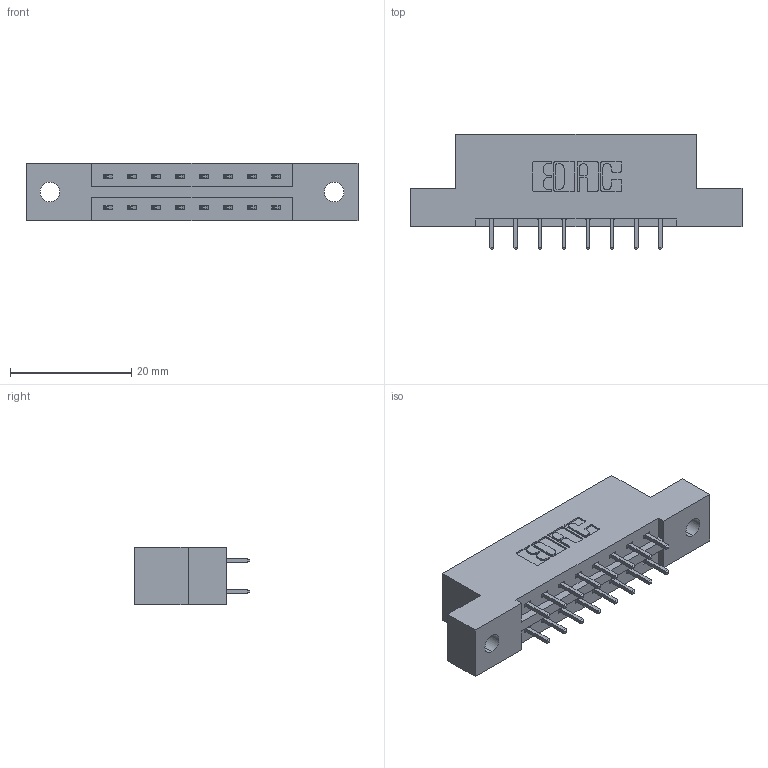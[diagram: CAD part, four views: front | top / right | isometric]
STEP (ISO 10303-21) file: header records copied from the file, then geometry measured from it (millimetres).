
FILE_DESCRIPTION (( 'STEP AP203' ), '1' );
FILE_NAME ('387-016-521-202.STEP', '2019-10-15T22:35:45', ( '' ), ( '' ), 'SwSTEP 2.0', 'SolidWorks 2016', '' );
FILE_SCHEMA (( 'CONFIG_CONTROL_DESIGN' ));
Length unit declared in the file: inch
Products named in the file (3): 345-292-001_345-293-121; 337 Part_Flush Mounting Lugs - 0.128 Dia; 387-016-521-202
Assembly tree (17 placements, depth 2):
  387-016-521-202
    337 Part_Flush Mounting Lugs - 0.128 Dia
    345-292-001_345-293-121  x16
Bounding box: 54.71 x 19.06 x 9.4 mm (x, y, z)
Volume: 5270.2 mm3; surface area: 5307.5 mm2
Topology: 17 solids, 17 shells, 978 faces, 2887 edges, 1902 vertices
Faces by surface type: plane 678, cylinder 300
Entity records: 10621 total; most frequent: CARTESIAN_POINT 1818, ORIENTED_EDGE 1754, DIRECTION 1609, EDGE_CURVE 877, VECTOR 749, LINE 749, VERTEX_POINT 582, AXIS2_PLACEMENT_3D 430
